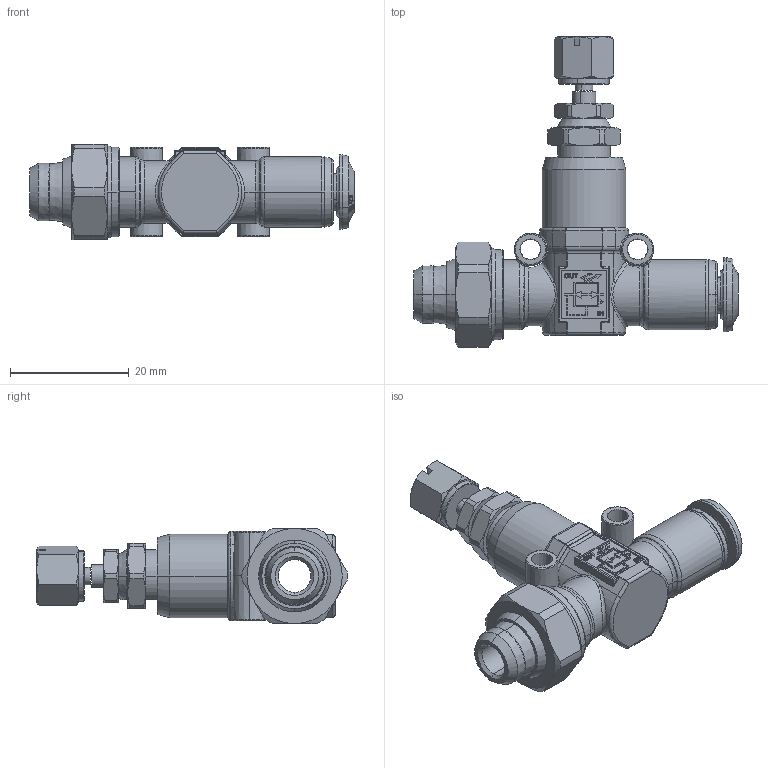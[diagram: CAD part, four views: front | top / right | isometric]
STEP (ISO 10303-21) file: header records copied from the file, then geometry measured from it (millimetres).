
FILE_DESCRIPTION (( 'STEP AP214' ), '1' );
FILE_NAME ('5597500001A.STEP', '2015-07-07T15:07:06', ( '' ), ( '' ), 'SwSTEP 2.0', 'SolidWorks 2015', '' );
FILE_SCHEMA (( 'AUTOMOTIVE_DESIGN' ));
Length unit declared in the file: millimetre
Products named in the file (1): 5597500001A
Bounding box: 54.5 x 52.19 x 16 mm (x, y, z)
Surface area: 6114.4 mm2 (no closed solid volume)
Topology: 0 solids, 12 shells, 603 faces, 1597 edges, 994 vertices
Faces by surface type: plane 218, cone 121, bspline 113, cylinder 107, torus 40, sphere 4
Entity records: 30784 total; most frequent: CARTESIAN_POINT 10350, ORIENTED_EDGE 2957, DIRECTION 2602, EDGE_CURVE 1589, VERTEX_POINT 994, AXIS2_PLACEMENT_3D 944, LINE 714, VECTOR 714
